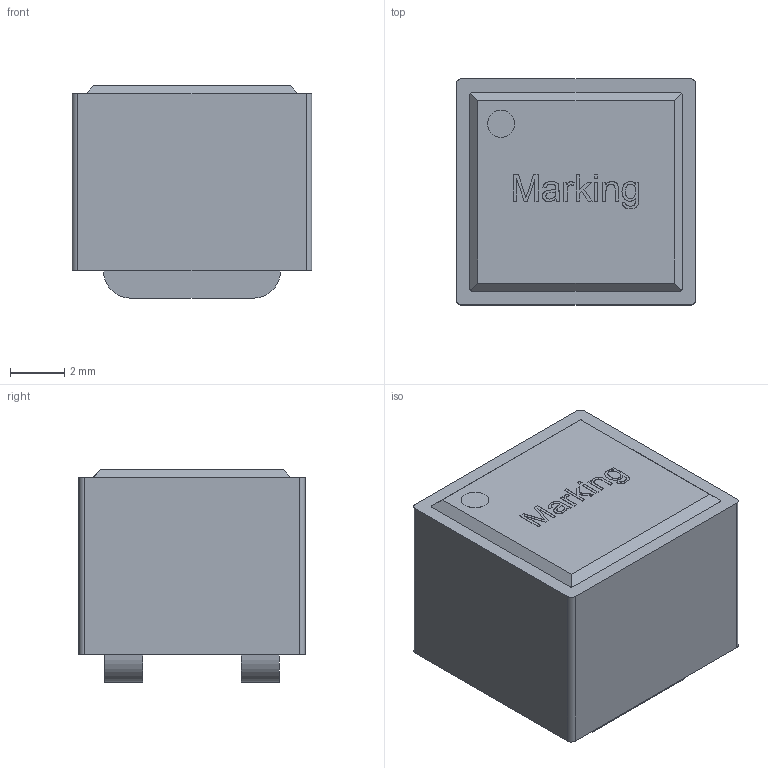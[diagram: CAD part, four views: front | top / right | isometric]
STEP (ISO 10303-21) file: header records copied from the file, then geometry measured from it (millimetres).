
FILE_DESCRIPTION (( 'STEP AP214' ), '1' );
FILE_NAME ('74439358100.STEP', '2023-04-26T13:26:37', ( '' ), ( '' ), 'SwSTEP 2.0', 'SolidWorks 2022', '' );
FILE_SCHEMA (( 'AUTOMOTIVE_DESIGN' ));
Length unit declared in the file: millimetre
Products named in the file (1): 74439358100
Bounding box: 8.8 x 8.3 x 7.8 mm (x, y, z)
Volume: 507.3 mm3; surface area: 397.5 mm2
Topology: 1 solids, 1 shells, 105 faces, 267 edges, 178 vertices
Faces by surface type: plane 74, bspline 17, cylinder 14
Entity records: 4356 total; most frequent: CARTESIAN_POINT 1550, ORIENTED_EDGE 534, DIRECTION 427, EDGE_CURVE 267, VECTOR 201, LINE 201, VERTEX_POINT 178, EDGE_LOOP 119
